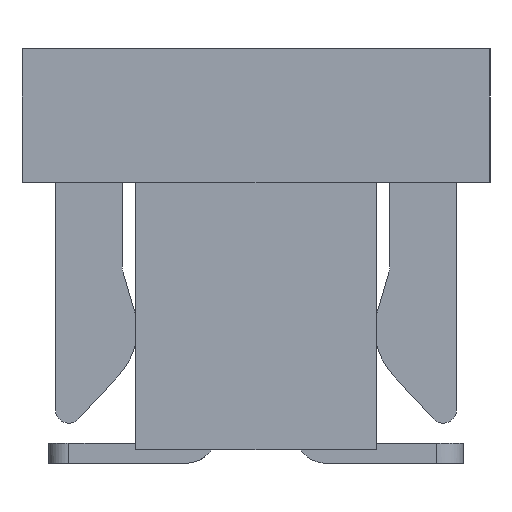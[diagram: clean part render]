
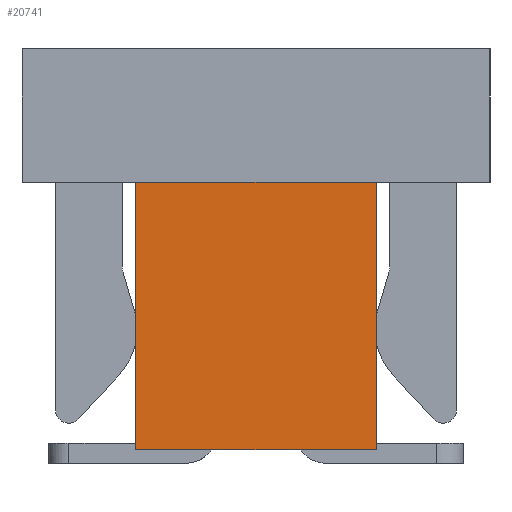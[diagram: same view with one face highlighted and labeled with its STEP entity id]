
A CAD part, left-side view. The second image highlights one B-rep face of the part: STEP entity #20741.
In plain terms, the highlighted planar face has unit normal (-1, 0, 0).
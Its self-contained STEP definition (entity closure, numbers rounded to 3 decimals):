
#1313=CARTESIAN_POINT('',(-6.55,0.9,1.));
#1314=VERTEX_POINT('',#1313);
#1324=CARTESIAN_POINT('',(-6.55,-0.9,1.));
#1325=VERTEX_POINT('',#1324);
#1326=CARTESIAN_POINT('',(-6.55,0.9,1.));
#1327=CARTESIAN_POINT('',(-6.55,0.54,1.));
#1328=CARTESIAN_POINT('',(-6.55,0.18,1.));
#1329=CARTESIAN_POINT('',(-6.55,-0.18,1.));
#1330=CARTESIAN_POINT('',(-6.55,-0.54,1.));
#1331=CARTESIAN_POINT('',(-6.55,-0.9,1.));
#1332=B_SPLINE_CURVE_WITH_KNOTS('',5,(#1326,#1327,#1328,#1329,#1330,#1331),.UNSPECIFIED.,.F.,.U.,(6,6),(0.,1.8),.UNSPECIFIED.);
#1333=EDGE_CURVE('',#1314,#1325,#1332,.T.);
#20272=CARTESIAN_POINT('',(-6.55,0.9,-1.));
#20273=VERTEX_POINT('',#20272);
#20283=CARTESIAN_POINT('',(-6.55,0.9,-1.));
#20284=CARTESIAN_POINT('',(-6.55,0.9,-0.6));
#20285=CARTESIAN_POINT('',(-6.55,0.9,-0.2));
#20286=CARTESIAN_POINT('',(-6.55,0.9,0.2));
#20287=CARTESIAN_POINT('',(-6.55,0.9,0.6));
#20288=CARTESIAN_POINT('',(-6.55,0.9,1.));
#20289=B_SPLINE_CURVE_WITH_KNOTS('',5,(#20283,#20284,#20285,#20286,#20287,#20288),.UNSPECIFIED.,.F.,.U.,(6,6),(0.,2.),.UNSPECIFIED.);
#20290=EDGE_CURVE('',#20273,#1314,#20289,.T.);
#20332=CARTESIAN_POINT('',(-6.55,-0.9,-1.));
#20333=VERTEX_POINT('',#20332);
#20334=CARTESIAN_POINT('',(-6.55,-0.9,1.));
#20335=CARTESIAN_POINT('',(-6.55,-0.9,0.6));
#20336=CARTESIAN_POINT('',(-6.55,-0.9,0.2));
#20337=CARTESIAN_POINT('',(-6.55,-0.9,-0.2));
#20338=CARTESIAN_POINT('',(-6.55,-0.9,-0.6));
#20339=CARTESIAN_POINT('',(-6.55,-0.9,-1.));
#20340=B_SPLINE_CURVE_WITH_KNOTS('',5,(#20334,#20335,#20336,#20337,#20338,#20339),.UNSPECIFIED.,.F.,.U.,(6,6),(0.,2.),.UNSPECIFIED.);
#20341=EDGE_CURVE('',#1325,#20333,#20340,.T.);
#20722=CARTESIAN_POINT('',(-6.55,0.,0.));
#20723=DIRECTION('',(0.,-1.,0.));
#20724=DIRECTION('',(-1.,0.,0.));
#20725=AXIS2_PLACEMENT_3D('',#20722,#20724,#20723);
#20726=PLANE('',#20725);
#20727=CARTESIAN_POINT('',(-6.55,0.9,-1.));
#20728=CARTESIAN_POINT('',(-6.55,0.54,-1.));
#20729=CARTESIAN_POINT('',(-6.55,0.18,-1.));
#20730=CARTESIAN_POINT('',(-6.55,-0.18,-1.));
#20731=CARTESIAN_POINT('',(-6.55,-0.54,-1.));
#20732=CARTESIAN_POINT('',(-6.55,-0.9,-1.));
#20733=B_SPLINE_CURVE_WITH_KNOTS('',5,(#20727,#20728,#20729,#20730,#20731,#20732),.UNSPECIFIED.,.F.,.U.,(6,6),(0.,1.8),.UNSPECIFIED.);
#20734=EDGE_CURVE('',#20273,#20333,#20733,.T.);
#20735=ORIENTED_EDGE('',*,*,#20734,.T.);
#20736=ORIENTED_EDGE('',*,*,#20341,.F.);
#20737=ORIENTED_EDGE('',*,*,#1333,.F.);
#20738=ORIENTED_EDGE('',*,*,#20290,.F.);
#20739=EDGE_LOOP('',(#20735,#20736,#20737,#20738));
#20740=FACE_OUTER_BOUND('',#20739,.T.);
#20741=ADVANCED_FACE('',(#20740),#20726,.T.);
